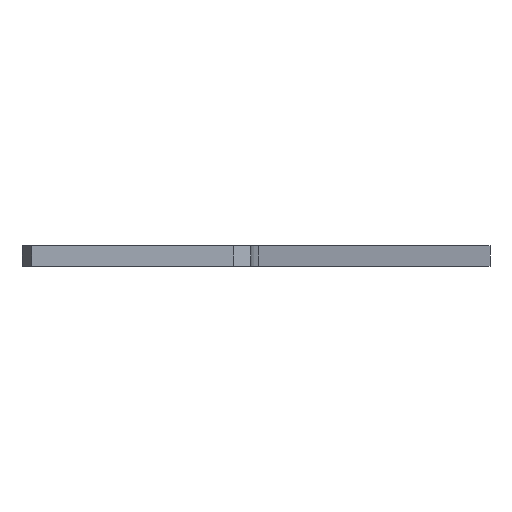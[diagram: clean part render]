
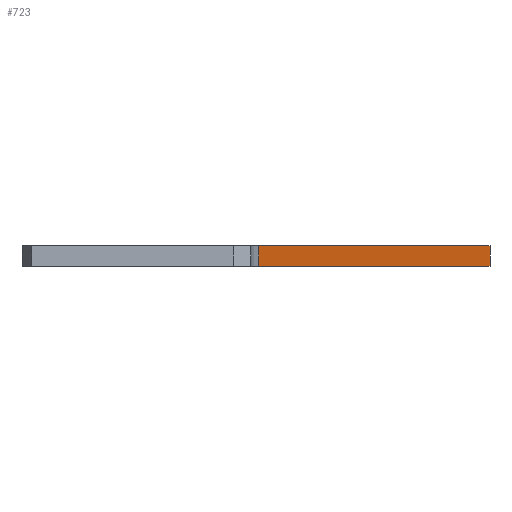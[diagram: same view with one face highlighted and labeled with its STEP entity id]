
A CAD part, front view. The second image highlights one B-rep face of the part: STEP entity #723.
In plain terms, the highlighted planar face has unit normal (0.866, -0.5, 0).
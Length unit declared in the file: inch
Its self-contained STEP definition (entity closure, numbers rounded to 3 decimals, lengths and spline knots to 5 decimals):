
#133 = CARTESIAN_POINT ( 'NONE',  ( 0.495, -0.13263, 0. ) ) ;
#143 = EDGE_CURVE ( 'NONE', #532, #216, #1079, .T. ) ;
#153 = ORIENTED_EDGE ( 'NONE', *, *, #343, .T. ) ;
#213 = DIRECTION ( 'NONE',  ( 0., 0., 1. ) ) ;
#216 = VERTEX_POINT ( 'NONE', #851 ) ;
#257 = VECTOR ( 'NONE', #340, 39.37008 ) ;
#333 = CARTESIAN_POINT ( 'NONE',  ( 1.52993, 1.65992, 0. ) ) ;
#340 = DIRECTION ( 'NONE',  ( -0.5, -0.866, 0. ) ) ;
#343 = EDGE_CURVE ( 'NONE', #532, #451, #1097, .T. ) ;
#363 = VECTOR ( 'NONE', #1138, 39.37008 ) ;
#405 = EDGE_CURVE ( 'NONE', #451, #523, #782, .T. ) ;
#447 = CARTESIAN_POINT ( 'NONE',  ( 1.52993, 1.65992, 0. ) ) ;
#451 = VERTEX_POINT ( 'NONE', #458 ) ;
#458 = CARTESIAN_POINT ( 'NONE',  ( 1.52993, 1.65992, 0.09 ) ) ;
#523 = VERTEX_POINT ( 'NONE', #998 ) ;
#532 = VERTEX_POINT ( 'NONE', #447 ) ;
#630 = ORIENTED_EDGE ( 'NONE', *, *, #1022, .T. ) ;
#661 = ORIENTED_EDGE ( 'NONE', *, *, #405, .T. ) ;
#684 = EDGE_LOOP ( 'NONE', ( #153, #661, #630, #1031 ) ) ;
#691 = CARTESIAN_POINT ( 'NONE',  ( 0.495, -0.13263, 0.09 ) ) ;
#723 = ADVANCED_FACE ( 'NONE', ( #734 ), #742, .F. ) ;
#734 = FACE_OUTER_BOUND ( 'NONE', #684, .T. ) ;
#742 = PLANE ( 'NONE',  #800 ) ;
#765 = CARTESIAN_POINT ( 'NONE',  ( 0.52849, -0.07462, 0. ) ) ;
#782 = LINE ( 'NONE', #691, #257 ) ;
#800 = AXIS2_PLACEMENT_3D ( 'NONE', #935, #853, #213 ) ;
#851 = CARTESIAN_POINT ( 'NONE',  ( 0.52849, -0.07462, 0. ) ) ;
#853 = DIRECTION ( 'NONE',  ( -0.866, 0.5, 0. ) ) ;
#854 = VECTOR ( 'NONE', #944, 39.37008 ) ;
#930 = DIRECTION ( 'NONE',  ( -0.5, -0.866, 0. ) ) ;
#935 = CARTESIAN_POINT ( 'NONE',  ( 0.495, -0.13263, 0.09 ) ) ;
#944 = DIRECTION ( 'NONE',  ( 0., 0., 1. ) ) ;
#998 = CARTESIAN_POINT ( 'NONE',  ( 0.52849, -0.07462, 0.09 ) ) ;
#999 = VECTOR ( 'NONE', #930, 39.37008 ) ;
#1022 = EDGE_CURVE ( 'NONE', #523, #216, #1065, .T. ) ;
#1031 = ORIENTED_EDGE ( 'NONE', *, *, #143, .F. ) ;
#1065 = LINE ( 'NONE', #765, #363 ) ;
#1079 = LINE ( 'NONE', #133, #999 ) ;
#1097 = LINE ( 'NONE', #333, #854 ) ;
#1138 = DIRECTION ( 'NONE',  ( 0., 0., -1. ) ) ;
